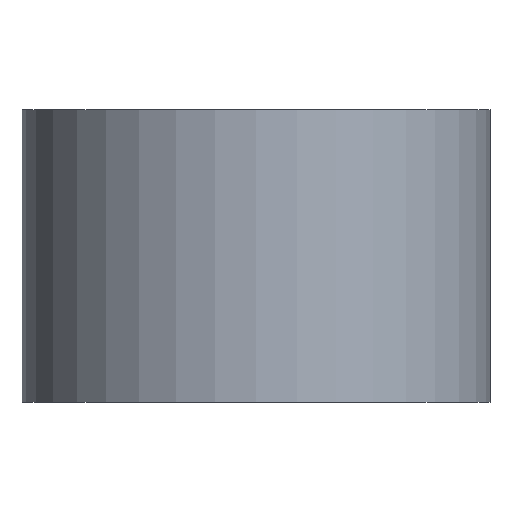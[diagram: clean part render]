
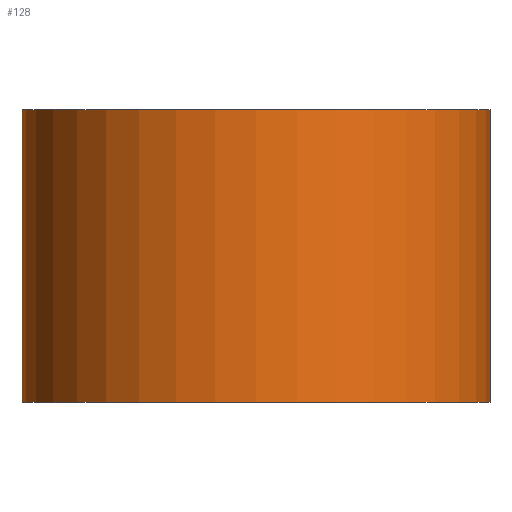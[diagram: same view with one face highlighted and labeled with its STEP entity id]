
A CAD part, front view. The second image highlights one B-rep face of the part: STEP entity #128.
In plain terms, the highlighted cylindrical face has radius 3.175 mm (diameter 6.35 mm), a partial arc.
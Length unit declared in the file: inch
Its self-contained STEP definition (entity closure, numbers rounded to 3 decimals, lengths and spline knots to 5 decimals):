
#11 = CYLINDRICAL_SURFACE ( 'NONE', #187, 0.125 ) ;
#18 = ORIENTED_EDGE ( 'NONE', *, *, #170, .F. ) ;
#25 = DIRECTION ( 'NONE',  ( 0., 0., -1. ) ) ;
#32 = DIRECTION ( 'NONE',  ( 0., 0., 1. ) ) ;
#41 = ORIENTED_EDGE ( 'NONE', *, *, #193, .T. ) ;
#47 = DIRECTION ( 'NONE',  ( -1., 0., 0. ) ) ;
#50 = CIRCLE ( 'NONE', #208, 0.125 ) ;
#51 = CARTESIAN_POINT ( 'NONE',  ( 0., 0., 0.156 ) ) ;
#54 = CARTESIAN_POINT ( 'NONE',  ( -0.125, 0., 0. ) ) ;
#72 = CARTESIAN_POINT ( 'NONE',  ( -0.125, 0., 0.156 ) ) ;
#78 = LINE ( 'NONE', #72, #206 ) ;
#93 = CIRCLE ( 'NONE', #94, 0.125 ) ;
#94 = AXIS2_PLACEMENT_3D ( 'NONE', #229, #213, #159 ) ;
#106 = ORIENTED_EDGE ( 'NONE', *, *, #251, .F. ) ;
#107 = VERTEX_POINT ( 'NONE', #197 ) ;
#110 = DIRECTION ( 'NONE',  ( 0., 0., -1. ) ) ;
#121 = EDGE_CURVE ( 'NONE', #165, #162, #50, .T. ) ;
#124 = EDGE_LOOP ( 'NONE', ( #18, #106, #41, #177 ) ) ;
#128 = ADVANCED_FACE ( 'NONE', ( #203 ), #11, .T. ) ;
#132 = DIRECTION ( 'NONE',  ( 0., 0., -1. ) ) ;
#136 = CARTESIAN_POINT ( 'NONE',  ( 0., 0., 0. ) ) ;
#141 = VERTEX_POINT ( 'NONE', #226 ) ;
#159 = DIRECTION ( 'NONE',  ( 1., 0., 0. ) ) ;
#162 = VERTEX_POINT ( 'NONE', #169 ) ;
#165 = VERTEX_POINT ( 'NONE', #54 ) ;
#169 = CARTESIAN_POINT ( 'NONE',  ( 0.125, 0., 0. ) ) ;
#170 = EDGE_CURVE ( 'NONE', #107, #162, #244, .T. ) ;
#177 = ORIENTED_EDGE ( 'NONE', *, *, #121, .T. ) ;
#187 = AXIS2_PLACEMENT_3D ( 'NONE', #51, #25, #47 ) ;
#193 = EDGE_CURVE ( 'NONE', #141, #165, #78, .T. ) ;
#197 = CARTESIAN_POINT ( 'NONE',  ( 0.125, 0., 0.156 ) ) ;
#203 = FACE_OUTER_BOUND ( 'NONE', #124, .T. ) ;
#206 = VECTOR ( 'NONE', #110, 39.37008 ) ;
#208 = AXIS2_PLACEMENT_3D ( 'NONE', #136, #32, #220 ) ;
#213 = DIRECTION ( 'NONE',  ( 0., 0., 1. ) ) ;
#216 = VECTOR ( 'NONE', #132, 39.37008 ) ;
#220 = DIRECTION ( 'NONE',  ( 1., 0., 0. ) ) ;
#224 = CARTESIAN_POINT ( 'NONE',  ( 0.125, 0., 0.156 ) ) ;
#226 = CARTESIAN_POINT ( 'NONE',  ( -0.125, 0., 0.156 ) ) ;
#229 = CARTESIAN_POINT ( 'NONE',  ( 0., 0., 0.156 ) ) ;
#244 = LINE ( 'NONE', #224, #216 ) ;
#251 = EDGE_CURVE ( 'NONE', #141, #107, #93, .T. ) ;
